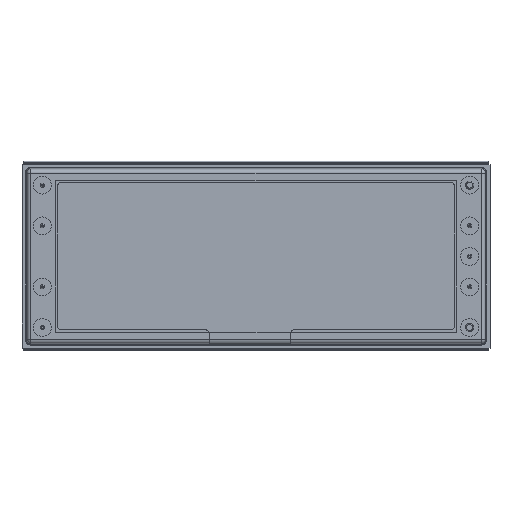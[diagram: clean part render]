
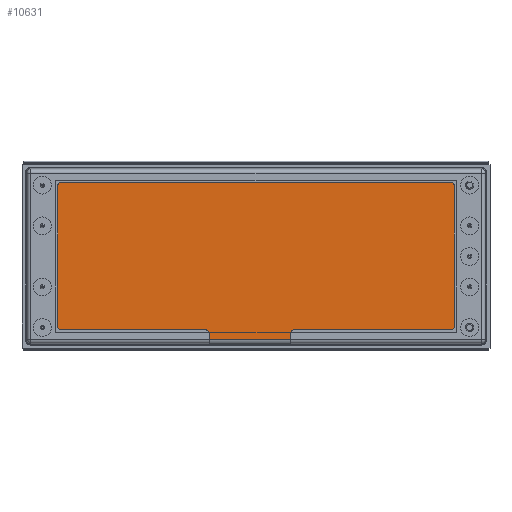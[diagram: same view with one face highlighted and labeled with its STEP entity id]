
A CAD part, top view. The second image highlights one B-rep face of the part: STEP entity #10631.
In plain terms, the highlighted planar face has unit normal (0, 0, 1).
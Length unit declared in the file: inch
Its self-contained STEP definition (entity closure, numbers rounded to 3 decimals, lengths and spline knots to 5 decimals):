
#449 = ORIENTED_EDGE ( 'NONE', *, *, #10676, .T. ) ;
#454 = ORIENTED_EDGE ( 'NONE', *, *, #10602, .T. ) ;
#493 = ORIENTED_EDGE ( 'NONE', *, *, #10590, .T. ) ;
#9482 = CARTESIAN_POINT ( 'NONE',  ( -1.13644, -2.57602, 1.03979 ) ) ;
#9610 = CARTESIAN_POINT ( 'NONE',  ( -1.17144, -2.4794, 1.03979 ) ) ;
#9721 = CARTESIAN_POINT ( 'NONE',  ( -1.13644, -2.5144, 1.03979 ) ) ;
#9735 = CIRCLE ( 'NONE', #9775, 0.035 ) ;
#9737 = DIRECTION ( 'NONE',  ( 1., 0., 0. ) ) ;
#9738 = DIRECTION ( 'NONE',  ( 0., 0., -1. ) ) ;
#9739 = CARTESIAN_POINT ( 'NONE',  ( -1.17144, -2.5144, 1.03979 ) ) ;
#9740 = CARTESIAN_POINT ( 'NONE',  ( -2.59144, -2.4444, 1.03979 ) ) ;
#9742 = CARTESIAN_POINT ( 'NONE',  ( -2.59144, -2.4794, 1.03979 ) ) ;
#9751 = AXIS2_PLACEMENT_3D ( 'NONE', #9739, #9738, #9737 ) ;
#9753 = CIRCLE ( 'NONE', #9751, 0.035 ) ;
#9773 = DIRECTION ( 'NONE',  ( -1., 0., 0. ) ) ;
#9774 = DIRECTION ( 'NONE',  ( 0., 0., 1. ) ) ;
#9775 = AXIS2_PLACEMENT_3D ( 'NONE', #9740, #9774, #9773 ) ;
#9790 = CARTESIAN_POINT ( 'NONE',  ( -2.62644, -1.0644, 1.03979 ) ) ;
#9800 = CARTESIAN_POINT ( 'NONE',  ( -2.62644, -2.4444, 1.03979 ) ) ;
#9803 = VECTOR ( 'NONE', #9805, 39.37008 ) ;
#9804 = CARTESIAN_POINT ( 'NONE',  ( 1.23856, -1.0294, 1.03979 ) ) ;
#9805 = DIRECTION ( 'NONE',  ( 1., 0., 0. ) ) ;
#9806 = CARTESIAN_POINT ( 'NONE',  ( -2.59144, -2.4794, 1.03979 ) ) ;
#9809 = LINE ( 'NONE', #9806, #9803 ) ;
#9858 = CARTESIAN_POINT ( 'NONE',  ( -2.59144, -1.0294, 1.03979 ) ) ;
#9864 = CARTESIAN_POINT ( 'NONE',  ( 1.27356, -1.0644, 1.03979 ) ) ;
#9870 = CIRCLE ( 'NONE', #9875, 0.035 ) ;
#9875 = AXIS2_PLACEMENT_3D ( 'NONE', #9921, #9913, #9912 ) ;
#9876 = CARTESIAN_POINT ( 'NONE',  ( 1.23856, -2.4794, 1.03979 ) ) ;
#9882 = CARTESIAN_POINT ( 'NONE',  ( 1.27356, -2.4444, 1.03979 ) ) ;
#9890 = CIRCLE ( 'NONE', #9895, 0.035 ) ;
#9893 = DIRECTION ( 'NONE',  ( 0., 0., 1. ) ) ;
#9894 = CARTESIAN_POINT ( 'NONE',  ( -2.59144, -1.0644, 1.03979 ) ) ;
#9895 = AXIS2_PLACEMENT_3D ( 'NONE', #9894, #9893, #9949 ) ;
#9896 = DIRECTION ( 'NONE',  ( 1., 0., 0. ) ) ;
#9897 = DIRECTION ( 'NONE',  ( 0., 0., 1. ) ) ;
#9898 = CARTESIAN_POINT ( 'NONE',  ( 1.23856, -2.4444, 1.03979 ) ) ;
#9899 = AXIS2_PLACEMENT_3D ( 'NONE', #9898, #9897, #9896 ) ;
#9900 = CARTESIAN_POINT ( 'NONE',  ( -0.30144, -2.4794, 1.03979 ) ) ;
#9904 = CIRCLE ( 'NONE', #9899, 0.035 ) ;
#9912 = DIRECTION ( 'NONE',  ( -1., 0., 0. ) ) ;
#9913 = DIRECTION ( 'NONE',  ( 0., 0., 1. ) ) ;
#9916 = DIRECTION ( 'NONE',  ( -1., 0., 0. ) ) ;
#9917 = VECTOR ( 'NONE', #9916, 39.37008 ) ;
#9918 = CARTESIAN_POINT ( 'NONE',  ( -2.59144, -1.0294, 1.03979 ) ) ;
#9919 = LINE ( 'NONE', #9918, #9917 ) ;
#9921 = CARTESIAN_POINT ( 'NONE',  ( 1.23856, -1.0644, 1.03979 ) ) ;
#9949 = DIRECTION ( 'NONE',  ( -1., 0., 0. ) ) ;
#9950 = CARTESIAN_POINT ( 'NONE',  ( -0.30144, -2.5144, 1.03979 ) ) ;
#9990 = DIRECTION ( 'NONE',  ( 1., 0., 0. ) ) ;
#9991 = VECTOR ( 'NONE', #9990, 39.37008 ) ;
#9993 = PLANE ( 'NONE',  #10051 ) ;
#9994 = CARTESIAN_POINT ( 'NONE',  ( -0.30144, -2.4794, 1.03979 ) ) ;
#9995 = LINE ( 'NONE', #9994, #9991 ) ;
#9997 = CARTESIAN_POINT ( 'NONE',  ( -0.33644, -2.57602, 1.03979 ) ) ;
#10001 = CARTESIAN_POINT ( 'NONE',  ( -0.33644, -2.5144, 1.03979 ) ) ;
#10025 = DIRECTION ( 'NONE',  ( -1., 0., 0. ) ) ;
#10026 = DIRECTION ( 'NONE',  ( 0., 0., -1. ) ) ;
#10027 = AXIS2_PLACEMENT_3D ( 'NONE', #9950, #10026, #10025 ) ;
#10034 = FACE_OUTER_BOUND ( 'NONE', #10618, .T. ) ;
#10035 = CIRCLE ( 'NONE', #10027, 0.035 ) ;
#10048 = DIRECTION ( 'NONE',  ( 1., 0., 0. ) ) ;
#10049 = DIRECTION ( 'NONE',  ( 0., 0., 1. ) ) ;
#10050 = CARTESIAN_POINT ( 'NONE',  ( 1.23856, -2.4444, 1.03979 ) ) ;
#10051 = AXIS2_PLACEMENT_3D ( 'NONE', #10050, #10049, #10048 ) ;
#10093 = CARTESIAN_POINT ( 'NONE',  ( 1.23856, -2.57602, 1.03979 ) ) ;
#10094 = LINE ( 'NONE', #10130, #10122 ) ;
#10101 = LINE ( 'NONE', #10093, #10129 ) ;
#10109 = LINE ( 'NONE', #10154, #10153 ) ;
#10111 = DIRECTION ( 'NONE',  ( 0., 1., 0. ) ) ;
#10112 = VECTOR ( 'NONE', #10111, 39.37008 ) ;
#10121 = DIRECTION ( 'NONE',  ( 0., -1., 0. ) ) ;
#10122 = VECTOR ( 'NONE', #10121, 39.37008 ) ;
#10123 = LINE ( 'NONE', #10127, #10112 ) ;
#10127 = CARTESIAN_POINT ( 'NONE',  ( -0.33644, -2.8444, 1.03979 ) ) ;
#10128 = DIRECTION ( 'NONE',  ( -1., 0., 0. ) ) ;
#10129 = VECTOR ( 'NONE', #10128, 39.37008 ) ;
#10130 = CARTESIAN_POINT ( 'NONE',  ( -1.13644, -2.5144, 1.03979 ) ) ;
#10152 = DIRECTION ( 'NONE',  ( 0., 1., 0. ) ) ;
#10153 = VECTOR ( 'NONE', #10152, 39.37008 ) ;
#10154 = CARTESIAN_POINT ( 'NONE',  ( 1.27356, -2.4444, 1.03979 ) ) ;
#10168 = DIRECTION ( 'NONE',  ( 0., -1., 0. ) ) ;
#10169 = VECTOR ( 'NONE', #10168, 39.37008 ) ;
#10170 = CARTESIAN_POINT ( 'NONE',  ( -2.62644, -2.4444, 1.03979 ) ) ;
#10171 = LINE ( 'NONE', #10170, #10169 ) ;
#10470 = VERTEX_POINT ( 'NONE', #9482 ) ;
#10493 = VERTEX_POINT ( 'NONE', #9610 ) ;
#10525 = VERTEX_POINT ( 'NONE', #9721 ) ;
#10534 = EDGE_CURVE ( 'NONE', #10493, #10525, #9753, .T. ) ;
#10535 = VERTEX_POINT ( 'NONE', #9742 ) ;
#10542 = EDGE_CURVE ( 'NONE', #10557, #10535, #9735, .T. ) ;
#10551 = EDGE_CURVE ( 'NONE', #10535, #10493, #9809, .T. ) ;
#10552 = VERTEX_POINT ( 'NONE', #9804 ) ;
#10557 = VERTEX_POINT ( 'NONE', #9800 ) ;
#10567 = VERTEX_POINT ( 'NONE', #9790 ) ;
#10571 = VERTEX_POINT ( 'NONE', #9864 ) ;
#10576 = VERTEX_POINT ( 'NONE', #9858 ) ;
#10587 = VERTEX_POINT ( 'NONE', #9876 ) ;
#10589 = VERTEX_POINT ( 'NONE', #9882 ) ;
#10590 = EDGE_CURVE ( 'NONE', #10552, #10576, #9919, .T. ) ;
#10591 = EDGE_CURVE ( 'NONE', #10571, #10552, #9870, .T. ) ;
#10598 = EDGE_CURVE ( 'NONE', #10587, #10589, #9904, .T. ) ;
#10601 = VERTEX_POINT ( 'NONE', #9900 ) ;
#10602 = EDGE_CURVE ( 'NONE', #10576, #10567, #9890, .T. ) ;
#10611 = ORIENTED_EDGE ( 'NONE', *, *, #10598, .T. ) ;
#10618 = EDGE_LOOP ( 'NONE', ( #10623, #10658, #10669, #10654, #10611, #10670, #10671, #493, #454, #449, #10638, #10664, #10641, #10637 ) ) ;
#10622 = VERTEX_POINT ( 'NONE', #10001 ) ;
#10623 = ORIENTED_EDGE ( 'NONE', *, *, #10657, .F. ) ;
#10625 = EDGE_CURVE ( 'NONE', #10601, #10587, #9995, .T. ) ;
#10627 = VERTEX_POINT ( 'NONE', #9997 ) ;
#10628 = EDGE_CURVE ( 'NONE', #10622, #10601, #10035, .T. ) ;
#10631 = ADVANCED_FACE ( 'NONE', ( #10034 ), #9993, .T. ) ;
#10637 = ORIENTED_EDGE ( 'NONE', *, *, #10662, .T. ) ;
#10638 = ORIENTED_EDGE ( 'NONE', *, *, #10542, .T. ) ;
#10641 = ORIENTED_EDGE ( 'NONE', *, *, #10534, .T. ) ;
#10654 = ORIENTED_EDGE ( 'NONE', *, *, #10625, .T. ) ;
#10657 = EDGE_CURVE ( 'NONE', #10627, #10470, #10101, .T. ) ;
#10658 = ORIENTED_EDGE ( 'NONE', *, *, #10666, .T. ) ;
#10662 = EDGE_CURVE ( 'NONE', #10525, #10470, #10094, .T. ) ;
#10664 = ORIENTED_EDGE ( 'NONE', *, *, #10551, .T. ) ;
#10666 = EDGE_CURVE ( 'NONE', #10627, #10622, #10123, .T. ) ;
#10667 = EDGE_CURVE ( 'NONE', #10589, #10571, #10109, .T. ) ;
#10669 = ORIENTED_EDGE ( 'NONE', *, *, #10628, .T. ) ;
#10670 = ORIENTED_EDGE ( 'NONE', *, *, #10667, .T. ) ;
#10671 = ORIENTED_EDGE ( 'NONE', *, *, #10591, .T. ) ;
#10676 = EDGE_CURVE ( 'NONE', #10567, #10557, #10171, .T. ) ;
